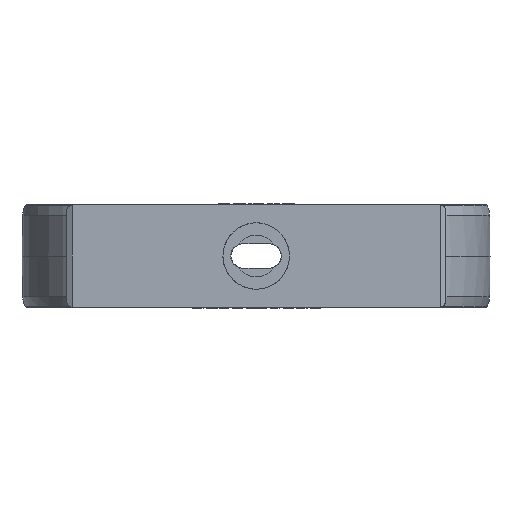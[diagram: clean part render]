
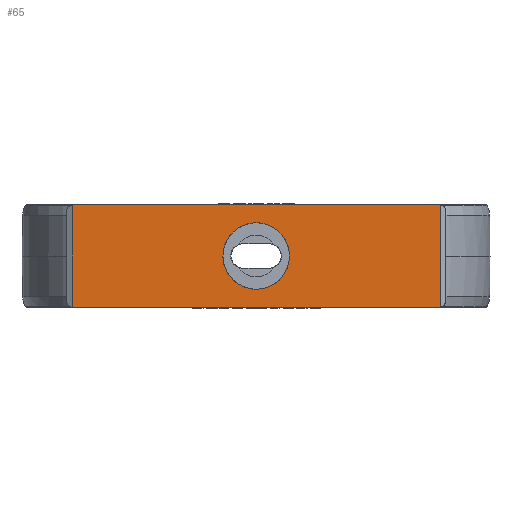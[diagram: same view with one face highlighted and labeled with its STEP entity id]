
A CAD part, front view. The second image highlights one B-rep face of the part: STEP entity #65.
In plain terms, the highlighted planar face has unit normal (0, -1, 0).
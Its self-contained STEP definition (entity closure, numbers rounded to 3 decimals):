
#30=FACE_BOUND('',#1922,.T.);
#65=ADVANCED_FACE('',(#985,#30),#15140,.T.);
#985=FACE_OUTER_BOUND('',#1921,.T.);
#1921=EDGE_LOOP('',(#3661,#3662,#3663,#3664,#3665,#3666,#3667,#3668));
#1922=EDGE_LOOP('',(#3669,#3670));
#3661=ORIENTED_EDGE('',*,*,#10422,.T.);
#3662=ORIENTED_EDGE('',*,*,#8141,.T.);
#3663=ORIENTED_EDGE('',*,*,#10426,.T.);
#3664=ORIENTED_EDGE('',*,*,#8082,.T.);
#3665=ORIENTED_EDGE('',*,*,#8115,.T.);
#3666=ORIENTED_EDGE('',*,*,#8105,.F.);
#3667=ORIENTED_EDGE('',*,*,#8111,.T.);
#3668=ORIENTED_EDGE('',*,*,#7997,.F.);
#3669=ORIENTED_EDGE('',*,*,#10407,.T.);
#3670=ORIENTED_EDGE('',*,*,#10404,.T.);
#7997=EDGE_CURVE('',#13202,#13166,#11202,.T.);
#8082=EDGE_CURVE('',#13703,#13694,#11268,.T.);
#8105=EDGE_CURVE('',#13729,#13727,#11289,.T.);
#8111=EDGE_CURVE('',#13729,#13166,#10505,.T.);
#8115=EDGE_CURVE('',#13694,#13727,#10507,.T.);
#8141=EDGE_CURVE('',#13747,#13748,#11313,.T.);
#10404=EDGE_CURVE('',#13745,#13746,#11122,.T.);
#10407=EDGE_CURVE('',#13746,#13745,#11125,.T.);
#10422=EDGE_CURVE('',#13202,#13747,#11129,.T.);
#10426=EDGE_CURVE('',#13748,#13703,#11131,.T.);
#10505=(
BOUNDED_CURVE()
B_SPLINE_CURVE(2,(#34727,#34728,#34729),.UNSPECIFIED.,.F.,.F.)
B_SPLINE_CURVE_WITH_KNOTS((3,3),(-0.15,0.),.UNSPECIFIED.)
CURVE()
GEOMETRIC_REPRESENTATION_ITEM()
RATIONAL_B_SPLINE_CURVE((1.,0.998,1.))
REPRESENTATION_ITEM('')
);
#10507=(
BOUNDED_CURVE()
B_SPLINE_CURVE(2,(#34737,#34738,#34739),.UNSPECIFIED.,.F.,.F.)
B_SPLINE_CURVE_WITH_KNOTS((3,3),(-0.15,0.),.UNSPECIFIED.)
CURVE()
GEOMETRIC_REPRESENTATION_ITEM()
RATIONAL_B_SPLINE_CURVE((1.,0.998,1.))
REPRESENTATION_ITEM('')
);
#11122=(
BOUNDED_CURVE()
B_SPLINE_CURVE(2,(#43569,#43570,#43571,#43572,#43573),.UNSPECIFIED.,.F.,
 .F.)
B_SPLINE_CURVE_WITH_KNOTS((3,2,3),(0.,10.21,20.42),
 .UNSPECIFIED.)
CURVE()
GEOMETRIC_REPRESENTATION_ITEM()
RATIONAL_B_SPLINE_CURVE((1.,0.707,1.,0.707,1.))
REPRESENTATION_ITEM('')
);
#11125=(
BOUNDED_CURVE()
B_SPLINE_CURVE(2,(#43584,#43585,#43586,#43587,#43588),.UNSPECIFIED.,.F.,
 .F.)
B_SPLINE_CURVE_WITH_KNOTS((3,2,3),(0.,10.21,20.42),
 .UNSPECIFIED.)
CURVE()
GEOMETRIC_REPRESENTATION_ITEM()
RATIONAL_B_SPLINE_CURVE((1.,0.707,1.,0.707,1.))
REPRESENTATION_ITEM('')
);
#11129=(
BOUNDED_CURVE()
B_SPLINE_CURVE(2,(#43630,#43631,#43632),.UNSPECIFIED.,.F.,.F.)
B_SPLINE_CURVE_WITH_KNOTS((3,3),(0.,0.15),.UNSPECIFIED.)
CURVE()
GEOMETRIC_REPRESENTATION_ITEM()
RATIONAL_B_SPLINE_CURVE((1.,0.998,1.))
REPRESENTATION_ITEM('')
);
#11131=(
BOUNDED_CURVE()
B_SPLINE_CURVE(2,(#43640,#43641,#43642),.UNSPECIFIED.,.F.,.F.)
B_SPLINE_CURVE_WITH_KNOTS((3,3),(0.,0.15),.UNSPECIFIED.)
CURVE()
GEOMETRIC_REPRESENTATION_ITEM()
RATIONAL_B_SPLINE_CURVE((1.,0.998,1.))
REPRESENTATION_ITEM('')
);
#11202=B_SPLINE_CURVE_WITH_KNOTS('',1,(#34209,#34210,#34211,#34212),
 .UNSPECIFIED.,.F.,.F.,(2,1,1,2),(-35.55,0.,0.6,
36.15),.UNSPECIFIED.);
#11268=B_SPLINE_CURVE_WITH_KNOTS('',1,(#34654,#34655,#34656,#34657),
 .UNSPECIFIED.,.F.,.F.,(2,1,1,2),(-35.55,0.,0.6,
36.15),.UNSPECIFIED.);
#11289=B_SPLINE_CURVE_WITH_KNOTS('',1,(#34704,#34705),.UNSPECIFIED.,.F.,
 .F.,(2,2),(0.,16.981),.UNSPECIFIED.);
#11313=B_SPLINE_CURVE_WITH_KNOTS('',1,(#34800,#34801),.UNSPECIFIED.,.F.,
 .F.,(2,2),(0.,19.981),.UNSPECIFIED.);
#13166=VERTEX_POINT('',#32135);
#13202=VERTEX_POINT('',#32171);
#13694=VERTEX_POINT('',#32663);
#13703=VERTEX_POINT('',#32672);
#13727=VERTEX_POINT('',#32696);
#13729=VERTEX_POINT('',#32698);
#13745=VERTEX_POINT('',#32714);
#13746=VERTEX_POINT('',#32715);
#13747=VERTEX_POINT('',#32716);
#13748=VERTEX_POINT('',#32717);
#15140=PLANE('',#15684);
#15684=AXIS2_PLACEMENT_3D('',#16770,#16143,$);
#16143=DIRECTION('',(0.,-1.,0.));
#16770=CARTESIAN_POINT('',(-43.201,0.,-12.361));
#32135=CARTESIAN_POINT('',(35.85,0.,10.));
#32171=CARTESIAN_POINT('',(-35.85,0.,10.));
#32663=CARTESIAN_POINT('',(35.85,0.,-10.));
#32672=CARTESIAN_POINT('',(-35.85,0.,-10.));
#32696=CARTESIAN_POINT('',(36.,0.,-9.991));
#32698=CARTESIAN_POINT('',(36.,0.,9.991));
#32714=CARTESIAN_POINT('',(6.5,0.,0.));
#32715=CARTESIAN_POINT('',(-6.5,0.,0.));
#32716=CARTESIAN_POINT('',(-36.,0.,9.991));
#32717=CARTESIAN_POINT('',(-36.,0.,-9.991));
#34209=CARTESIAN_POINT('',(-35.85,0.,10.));
#34210=CARTESIAN_POINT('',(-0.3,0.,10.));
#34211=CARTESIAN_POINT('',(0.3,0.,10.));
#34212=CARTESIAN_POINT('',(35.85,0.,10.));
#34654=CARTESIAN_POINT('',(-35.85,0.,-10.));
#34655=CARTESIAN_POINT('',(-0.3,0.,-10.));
#34656=CARTESIAN_POINT('',(0.3,0.,-10.));
#34657=CARTESIAN_POINT('',(35.85,0.,-10.));
#34704=CARTESIAN_POINT('',(36.,0.,9.991));
#34705=CARTESIAN_POINT('',(36.,0.,-9.991));
#34727=CARTESIAN_POINT('',(36.,0.,9.991));
#34728=CARTESIAN_POINT('',(35.925,0.,10.));
#34729=CARTESIAN_POINT('',(35.85,0.,10.));
#34737=CARTESIAN_POINT('',(35.85,0.,-10.));
#34738=CARTESIAN_POINT('',(35.925,0.,-10.));
#34739=CARTESIAN_POINT('',(36.,0.,-9.991));
#34800=CARTESIAN_POINT('',(-36.,0.,9.991));
#34801=CARTESIAN_POINT('',(-36.,0.,-9.991));
#43569=CARTESIAN_POINT('',(6.5,0.,0.));
#43570=CARTESIAN_POINT('',(6.5,0.,-6.5));
#43571=CARTESIAN_POINT('',(0.,0.,-6.5));
#43572=CARTESIAN_POINT('',(-6.5,0.,-6.5));
#43573=CARTESIAN_POINT('',(-6.5,0.,0.));
#43584=CARTESIAN_POINT('',(-6.5,0.,0.));
#43585=CARTESIAN_POINT('',(-6.5,0.,6.5));
#43586=CARTESIAN_POINT('',(0.,0.,6.5));
#43587=CARTESIAN_POINT('',(6.5,0.,6.5));
#43588=CARTESIAN_POINT('',(6.5,0.,0.));
#43630=CARTESIAN_POINT('',(-35.85,0.,10.));
#43631=CARTESIAN_POINT('',(-35.925,0.,10.));
#43632=CARTESIAN_POINT('',(-36.,0.,9.991));
#43640=CARTESIAN_POINT('',(-36.,0.,-9.991));
#43641=CARTESIAN_POINT('',(-35.925,0.,-10.));
#43642=CARTESIAN_POINT('',(-35.85,0.,-10.));
